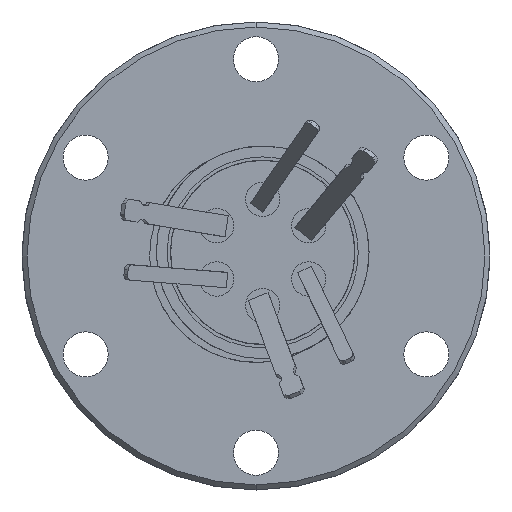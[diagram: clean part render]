
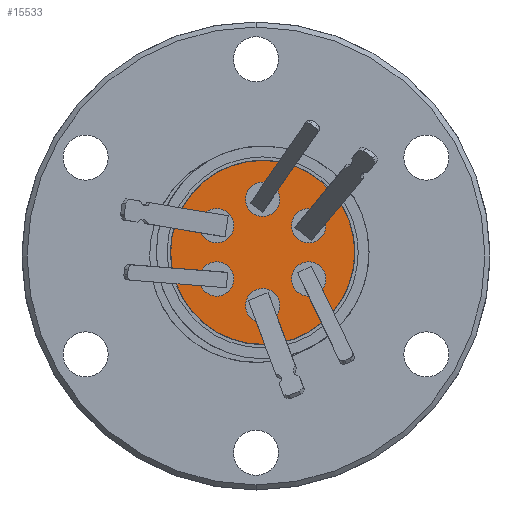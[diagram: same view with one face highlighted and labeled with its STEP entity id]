
A CAD part, front view. The second image highlights one B-rep face of the part: STEP entity #15533.
In plain terms, the highlighted planar face has unit normal (0, -1, 0).
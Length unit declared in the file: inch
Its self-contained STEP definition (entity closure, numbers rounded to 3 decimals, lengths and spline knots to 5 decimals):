
#614 = CARTESIAN_POINT ( 'NONE',  ( 0.03921, -2.09412, 0.02127 ) ) ;
#615 = DIRECTION ( 'NONE',  ( 0., 1., 0. ) ) ;
#616 = DIRECTION ( 'NONE',  ( 0., 0., 1. ) ) ;
#2876 = FACE_BOUND ( 'NONE', #10792, .T. ) ;
#2877 = FACE_BOUND ( 'NONE', #10790, .T. ) ;
#2878 = FACE_BOUND ( 'NONE', #10794, .T. ) ;
#2879 = FACE_BOUND ( 'NONE', #10783, .T. ) ;
#2880 = FACE_BOUND ( 'NONE', #10793, .T. ) ;
#2881 = FACE_BOUND ( 'NONE', #10784, .T. ) ;
#2883 = FACE_OUTER_BOUND ( 'NONE', #10726, .T. ) ;
#2884 = CARTESIAN_POINT ( 'NONE',  ( 0.03921, -2.09412, 0.02127 ) ) ;
#2885 = PLANE ( 'NONE',  #13121 ) ;
#2886 = DIRECTION ( 'NONE',  ( 0., -1., 0. ) ) ;
#2887 = DIRECTION ( 'NONE',  ( 0., 0., -1. ) ) ;
#4050 = EDGE_CURVE ( 'NONE', #11612, #11613, #14986, .T. ) ;
#4054 = EDGE_CURVE ( 'NONE', #11616, #11617, #14980, .T. ) ;
#4058 = EDGE_CURVE ( 'NONE', #11620, #11621, #14974, .T. ) ;
#4062 = EDGE_CURVE ( 'NONE', #11624, #11625, #14967, .T. ) ;
#4066 = EDGE_CURVE ( 'NONE', #11628, #11629, #14961, .T. ) ;
#4070 = EDGE_CURVE ( 'NONE', #11632, #11633, #14955, .T. ) ;
#4896 = EDGE_CURVE ( 'NONE', #11633, #11632, #14875, .T. ) ;
#4897 = EDGE_CURVE ( 'NONE', #11629, #11628, #14869, .T. ) ;
#4898 = EDGE_CURVE ( 'NONE', #11625, #11624, #14867, .T. ) ;
#4899 = EDGE_CURVE ( 'NONE', #11621, #11620, #14865, .T. ) ;
#4900 = EDGE_CURVE ( 'NONE', #11617, #11616, #14863, .T. ) ;
#4901 = EDGE_CURVE ( 'NONE', #11613, #11612, #14861, .T. ) ;
#4943 = EDGE_CURVE ( 'NONE', #11524, #11525, #14777, .T. ) ;
#5440 = EDGE_CURVE ( 'NONE', #11525, #11524, #14218, .T. ) ;
#5980 = CARTESIAN_POINT ( 'NONE',  ( 0.03921, -2.09412, 0.02127 ) ) ;
#5981 = DIRECTION ( 'NONE',  ( 0., 1., 0. ) ) ;
#5982 = DIRECTION ( 'NONE',  ( 0., 0., 1. ) ) ;
#6595 = DIRECTION ( 'NONE',  ( -1., 0., 0. ) ) ;
#6596 = DIRECTION ( 'NONE',  ( 0., 1., 0. ) ) ;
#6597 = CARTESIAN_POINT ( 'NONE',  ( 0.30985, -2.09412, -0.13498 ) ) ;
#6598 = DIRECTION ( 'NONE',  ( 0., 0., 1. ) ) ;
#6599 = DIRECTION ( 'NONE',  ( 0., 1., 0. ) ) ;
#6600 = CARTESIAN_POINT ( 'NONE',  ( 0.30985, -2.09412, 0.17752 ) ) ;
#6601 = DIRECTION ( 'NONE',  ( -1., 0., 0. ) ) ;
#6602 = DIRECTION ( 'NONE',  ( 0., 1., 0. ) ) ;
#6603 = CARTESIAN_POINT ( 'NONE',  ( -0.23142, -2.09412, 0.17752 ) ) ;
#6604 = DIRECTION ( 'NONE',  ( -1., 0., 0. ) ) ;
#6605 = DIRECTION ( 'NONE',  ( 0., 1., 0. ) ) ;
#6606 = CARTESIAN_POINT ( 'NONE',  ( -0.23142, -2.09412, -0.13498 ) ) ;
#6607 = DIRECTION ( 'NONE',  ( 0., 0., 1. ) ) ;
#6608 = DIRECTION ( 'NONE',  ( 0., 1., 0. ) ) ;
#6609 = CARTESIAN_POINT ( 'NONE',  ( 0.03921, -2.09412, 0.33377 ) ) ;
#6610 = DIRECTION ( 'NONE',  ( -1., 0., 0. ) ) ;
#6611 = DIRECTION ( 'NONE',  ( 0., 1., 0. ) ) ;
#6612 = CARTESIAN_POINT ( 'NONE',  ( 0.03921, -2.09412, -0.29123 ) ) ;
#6950 = DIRECTION ( 'NONE',  ( -1., 0., 0. ) ) ;
#6951 = DIRECTION ( 'NONE',  ( 0., 1., 0. ) ) ;
#6952 = CARTESIAN_POINT ( 'NONE',  ( 0.03921, -2.09412, -0.29123 ) ) ;
#6962 = DIRECTION ( 'NONE',  ( 0., 0., 1. ) ) ;
#6963 = DIRECTION ( 'NONE',  ( 0., 1., 0. ) ) ;
#6964 = CARTESIAN_POINT ( 'NONE',  ( 0.03921, -2.09412, 0.33377 ) ) ;
#6974 = DIRECTION ( 'NONE',  ( -1., 0., 0. ) ) ;
#6975 = DIRECTION ( 'NONE',  ( 0., 1., 0. ) ) ;
#6976 = CARTESIAN_POINT ( 'NONE',  ( -0.23142, -2.09412, -0.13498 ) ) ;
#6986 = DIRECTION ( 'NONE',  ( -1., 0., 0. ) ) ;
#6987 = DIRECTION ( 'NONE',  ( 0., 1., 0. ) ) ;
#6988 = CARTESIAN_POINT ( 'NONE',  ( -0.23142, -2.09412, 0.17752 ) ) ;
#6998 = DIRECTION ( 'NONE',  ( 0., 0., 1. ) ) ;
#6999 = DIRECTION ( 'NONE',  ( 0., 1., 0. ) ) ;
#7000 = CARTESIAN_POINT ( 'NONE',  ( 0.30985, -2.09412, 0.17752 ) ) ;
#7010 = DIRECTION ( 'NONE',  ( -1., 0., 0. ) ) ;
#7011 = DIRECTION ( 'NONE',  ( 0., 1., 0. ) ) ;
#7012 = CARTESIAN_POINT ( 'NONE',  ( 0.30985, -2.09412, -0.13498 ) ) ;
#10726 = EDGE_LOOP ( 'NONE', ( #15962, #15961 ) ) ;
#10783 = EDGE_LOOP ( 'NONE', ( #15966, #15965 ) ) ;
#10784 = EDGE_LOOP ( 'NONE', ( #15964, #15963 ) ) ;
#10790 = EDGE_LOOP ( 'NONE', ( #15968, #15967 ) ) ;
#10792 = EDGE_LOOP ( 'NONE', ( #15960, #15959 ) ) ;
#10793 = EDGE_LOOP ( 'NONE', ( #15956, #15955 ) ) ;
#10794 = EDGE_LOOP ( 'NONE', ( #15958, #15957 ) ) ;
#11524 = VERTEX_POINT ( 'NONE', #16161 ) ;
#11525 = VERTEX_POINT ( 'NONE', #16162 ) ;
#11612 = VERTEX_POINT ( 'NONE', #16249 ) ;
#11613 = VERTEX_POINT ( 'NONE', #16250 ) ;
#11616 = VERTEX_POINT ( 'NONE', #16253 ) ;
#11617 = VERTEX_POINT ( 'NONE', #16254 ) ;
#11620 = VERTEX_POINT ( 'NONE', #16257 ) ;
#11621 = VERTEX_POINT ( 'NONE', #16258 ) ;
#11624 = VERTEX_POINT ( 'NONE', #16261 ) ;
#11625 = VERTEX_POINT ( 'NONE', #16262 ) ;
#11628 = VERTEX_POINT ( 'NONE', #16265 ) ;
#11629 = VERTEX_POINT ( 'NONE', #16266 ) ;
#11632 = VERTEX_POINT ( 'NONE', #16269 ) ;
#11633 = VERTEX_POINT ( 'NONE', #16270 ) ;
#13121 = AXIS2_PLACEMENT_3D ( 'NONE', #2884, #2886, #2887 ) ;
#14216 = AXIS2_PLACEMENT_3D ( 'NONE', #5980, #5981, #5982 ) ;
#14218 = CIRCLE ( 'NONE', #14216, 0.5405 ) ;
#14774 = AXIS2_PLACEMENT_3D ( 'NONE', #614, #615, #616 ) ;
#14777 = CIRCLE ( 'NONE', #14774, 0.5405 ) ;
#14858 = AXIS2_PLACEMENT_3D ( 'NONE', #6597, #6596, #6595 ) ;
#14860 = AXIS2_PLACEMENT_3D ( 'NONE', #6600, #6599, #6598 ) ;
#14861 = CIRCLE ( 'NONE', #14858, 0.101 ) ;
#14862 = AXIS2_PLACEMENT_3D ( 'NONE', #6603, #6602, #6601 ) ;
#14863 = CIRCLE ( 'NONE', #14860, 0.101 ) ;
#14864 = AXIS2_PLACEMENT_3D ( 'NONE', #6606, #6605, #6604 ) ;
#14865 = CIRCLE ( 'NONE', #14862, 0.101 ) ;
#14866 = AXIS2_PLACEMENT_3D ( 'NONE', #6609, #6608, #6607 ) ;
#14867 = CIRCLE ( 'NONE', #14864, 0.101 ) ;
#14868 = AXIS2_PLACEMENT_3D ( 'NONE', #6612, #6611, #6610 ) ;
#14869 = CIRCLE ( 'NONE', #14866, 0.101 ) ;
#14875 = CIRCLE ( 'NONE', #14868, 0.101 ) ;
#14953 = AXIS2_PLACEMENT_3D ( 'NONE', #6952, #6951, #6950 ) ;
#14955 = CIRCLE ( 'NONE', #14953, 0.101 ) ;
#14959 = AXIS2_PLACEMENT_3D ( 'NONE', #6964, #6963, #6962 ) ;
#14961 = CIRCLE ( 'NONE', #14959, 0.101 ) ;
#14965 = AXIS2_PLACEMENT_3D ( 'NONE', #6976, #6975, #6974 ) ;
#14967 = CIRCLE ( 'NONE', #14965, 0.101 ) ;
#14971 = AXIS2_PLACEMENT_3D ( 'NONE', #6988, #6987, #6986 ) ;
#14974 = CIRCLE ( 'NONE', #14971, 0.101 ) ;
#14978 = AXIS2_PLACEMENT_3D ( 'NONE', #7000, #6999, #6998 ) ;
#14980 = CIRCLE ( 'NONE', #14978, 0.101 ) ;
#14984 = AXIS2_PLACEMENT_3D ( 'NONE', #7012, #7011, #7010 ) ;
#14986 = CIRCLE ( 'NONE', #14984, 0.101 ) ;
#15533 = ADVANCED_FACE ( 'NONE', ( #2877, #2879, #2881, #2883, #2876, #2878, #2880 ), #2885, .T. ) ;
#15955 = ORIENTED_EDGE ( 'NONE', *, *, #4896, .T. ) ;
#15956 = ORIENTED_EDGE ( 'NONE', *, *, #4070, .T. ) ;
#15957 = ORIENTED_EDGE ( 'NONE', *, *, #4897, .T. ) ;
#15958 = ORIENTED_EDGE ( 'NONE', *, *, #4066, .T. ) ;
#15959 = ORIENTED_EDGE ( 'NONE', *, *, #4898, .T. ) ;
#15960 = ORIENTED_EDGE ( 'NONE', *, *, #4062, .T. ) ;
#15961 = ORIENTED_EDGE ( 'NONE', *, *, #4943, .F. ) ;
#15962 = ORIENTED_EDGE ( 'NONE', *, *, #5440, .F. ) ;
#15963 = ORIENTED_EDGE ( 'NONE', *, *, #4899, .T. ) ;
#15964 = ORIENTED_EDGE ( 'NONE', *, *, #4058, .T. ) ;
#15965 = ORIENTED_EDGE ( 'NONE', *, *, #4900, .T. ) ;
#15966 = ORIENTED_EDGE ( 'NONE', *, *, #4054, .T. ) ;
#15967 = ORIENTED_EDGE ( 'NONE', *, *, #4901, .T. ) ;
#15968 = ORIENTED_EDGE ( 'NONE', *, *, #4050, .T. ) ;
#16161 = CARTESIAN_POINT ( 'NONE',  ( 0.03921, -2.09412, -0.51923 ) ) ;
#16162 = CARTESIAN_POINT ( 'NONE',  ( 0.03921, -2.09412, 0.56177 ) ) ;
#16249 = CARTESIAN_POINT ( 'NONE',  ( 0.20885, -2.09412, -0.13498 ) ) ;
#16250 = CARTESIAN_POINT ( 'NONE',  ( 0.41085, -2.09412, -0.13498 ) ) ;
#16253 = CARTESIAN_POINT ( 'NONE',  ( 0.30985, -2.09412, 0.27852 ) ) ;
#16254 = CARTESIAN_POINT ( 'NONE',  ( 0.30985, -2.09412, 0.07652 ) ) ;
#16257 = CARTESIAN_POINT ( 'NONE',  ( -0.33242, -2.09412, 0.17752 ) ) ;
#16258 = CARTESIAN_POINT ( 'NONE',  ( -0.13042, -2.09412, 0.17752 ) ) ;
#16261 = CARTESIAN_POINT ( 'NONE',  ( -0.33242, -2.09412, -0.13498 ) ) ;
#16262 = CARTESIAN_POINT ( 'NONE',  ( -0.13042, -2.09412, -0.13498 ) ) ;
#16265 = CARTESIAN_POINT ( 'NONE',  ( 0.03921, -2.09412, 0.43477 ) ) ;
#16266 = CARTESIAN_POINT ( 'NONE',  ( 0.03921, -2.09412, 0.23277 ) ) ;
#16269 = CARTESIAN_POINT ( 'NONE',  ( -0.06179, -2.09412, -0.29123 ) ) ;
#16270 = CARTESIAN_POINT ( 'NONE',  ( 0.14021, -2.09412, -0.29123 ) ) ;
